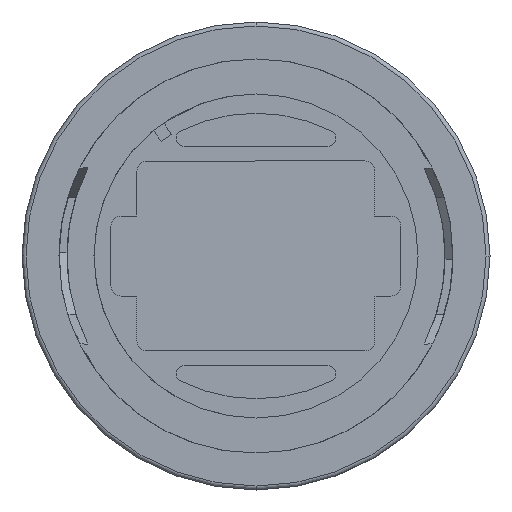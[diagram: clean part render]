
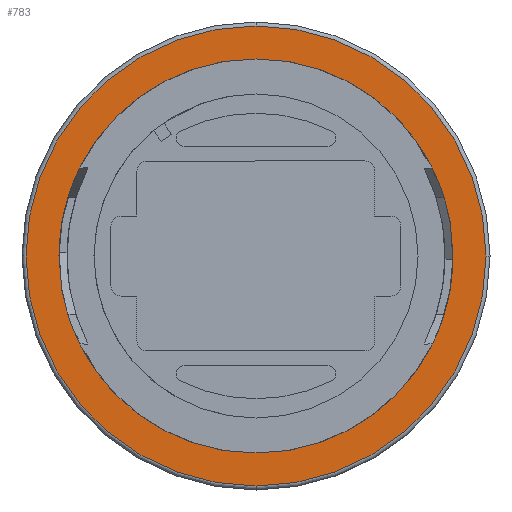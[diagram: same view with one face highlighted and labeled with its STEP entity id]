
A CAD part, front view. The second image highlights one B-rep face of the part: STEP entity #783.
In plain terms, the highlighted planar face has unit normal (0, -1, 0).
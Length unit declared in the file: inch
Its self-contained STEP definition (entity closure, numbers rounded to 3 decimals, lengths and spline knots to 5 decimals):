
#52 = VERTEX_POINT ( 'NONE', #1888 ) ;
#504 = EDGE_CURVE ( 'NONE', #8070, #8073, #2869, .T. ) ;
#782 = EDGE_CURVE ( 'NONE', #1713, #52, #3471, .T. ) ;
#783 = ADVANCED_FACE ( 'NONE', ( #3491, #3494 ), #3450, .T. ) ;
#789 = ORIENTED_EDGE ( 'NONE', *, *, #8047, .F. ) ;
#792 = ORIENTED_EDGE ( 'NONE', *, *, #7973, .T. ) ;
#793 = ORIENTED_EDGE ( 'NONE', *, *, #504, .F. ) ;
#796 = EDGE_LOOP ( 'NONE', ( #789, #793 ) ) ;
#805 = ORIENTED_EDGE ( 'NONE', *, *, #782, .T. ) ;
#807 = EDGE_LOOP ( 'NONE', ( #792, #805 ) ) ;
#1713 = VERTEX_POINT ( 'NONE', #5699 ) ;
#1888 = CARTESIAN_POINT ( 'NONE',  ( 0., 0.292, -0.575 ) ) ;
#2869 = CIRCLE ( 'NONE', #2887, 0.4925 ) ;
#2882 = DIRECTION ( 'NONE',  ( 0., 0., -1. ) ) ;
#2883 = DIRECTION ( 'NONE',  ( 0., -1., 0. ) ) ;
#2887 = AXIS2_PLACEMENT_3D ( 'NONE', #2892, #2883, #2882 ) ;
#2892 = CARTESIAN_POINT ( 'NONE',  ( 0., 0.292, 0. ) ) ;
#3440 = DIRECTION ( 'NONE',  ( 0., -1., 0. ) ) ;
#3442 = AXIS2_PLACEMENT_3D ( 'NONE', #3503, #3440, #3492 ) ;
#3443 = DIRECTION ( 'NONE',  ( 0., -1., 0. ) ) ;
#3444 = CARTESIAN_POINT ( 'NONE',  ( 0.4925, 0.292, 0. ) ) ;
#3450 = PLANE ( 'NONE',  #3502 ) ;
#3471 = CIRCLE ( 'NONE', #3442, 0.575 ) ;
#3489 = DIRECTION ( 'NONE',  ( 0., 0., -1. ) ) ;
#3491 = FACE_OUTER_BOUND ( 'NONE', #807, .T. ) ;
#3492 = DIRECTION ( 'NONE',  ( 0., 0., -1. ) ) ;
#3494 = FACE_BOUND ( 'NONE', #796, .T. ) ;
#3502 = AXIS2_PLACEMENT_3D ( 'NONE', #3444, #3443, #3489 ) ;
#3503 = CARTESIAN_POINT ( 'NONE',  ( 0., 0.292, 0. ) ) ;
#5699 = CARTESIAN_POINT ( 'NONE',  ( 0., 0.292, 0.575 ) ) ;
#6779 = CIRCLE ( 'NONE', #6835, 0.575 ) ;
#6833 = DIRECTION ( 'NONE',  ( 0., 0., -1. ) ) ;
#6834 = DIRECTION ( 'NONE',  ( 0., -1., 0. ) ) ;
#6835 = AXIS2_PLACEMENT_3D ( 'NONE', #6840, #6834, #6833 ) ;
#6840 = CARTESIAN_POINT ( 'NONE',  ( 0., 0.292, 0. ) ) ;
#6939 = CARTESIAN_POINT ( 'NONE',  ( 0., 0.292, 0. ) ) ;
#6950 = CIRCLE ( 'NONE', #6980, 0.4925 ) ;
#6963 = CARTESIAN_POINT ( 'NONE',  ( 0., 0.292, 0.4925 ) ) ;
#6979 = DIRECTION ( 'NONE',  ( 0., 0., -1. ) ) ;
#6980 = AXIS2_PLACEMENT_3D ( 'NONE', #6939, #6988, #6979 ) ;
#6988 = DIRECTION ( 'NONE',  ( 0., -1., 0. ) ) ;
#7014 = CARTESIAN_POINT ( 'NONE',  ( 0., 0.292, -0.4925 ) ) ;
#7973 = EDGE_CURVE ( 'NONE', #52, #1713, #6779, .T. ) ;
#8047 = EDGE_CURVE ( 'NONE', #8073, #8070, #6950, .T. ) ;
#8070 = VERTEX_POINT ( 'NONE', #6963 ) ;
#8073 = VERTEX_POINT ( 'NONE', #7014 ) ;
